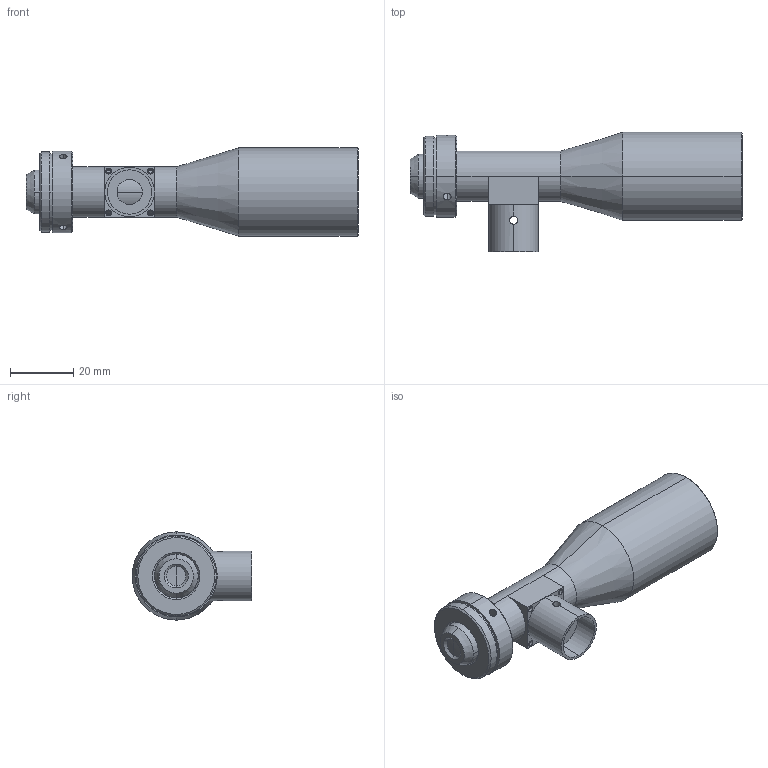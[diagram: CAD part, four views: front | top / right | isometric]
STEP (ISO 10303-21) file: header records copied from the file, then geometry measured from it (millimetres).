
FILE_DESCRIPTION (( 'STEP AP203' ), '1' );
FILE_NAME ('WWL06-65CT.STEP', '2018-10-18T02:19:59', ( '' ), ( '' ), 'SwSTEP 2.0', 'SolidWorks 2012', '' );
FILE_SCHEMA (( 'CONFIG_CONTROL_DESIGN' ));
Length unit declared in the file: millimetre
Products named in the file (1): WWL06-65CT
Bounding box: 105.39 x 38 x 28 mm (x, y, z)
Volume: 45313.5 mm3; surface area: 10803 mm2
Topology: 1 solids, 1 shells, 100 faces, 226 edges, 140 vertices
Faces by surface type: cylinder 55, cone 28, plane 17
Entity records: 3329 total; most frequent: CARTESIAN_POINT 1032, DIRECTION 470, ORIENTED_EDGE 444, EDGE_CURVE 222, AXIS2_PLACEMENT_3D 192, VERTEX_POINT 140, EDGE_LOOP 120, ADVANCED_FACE 100
